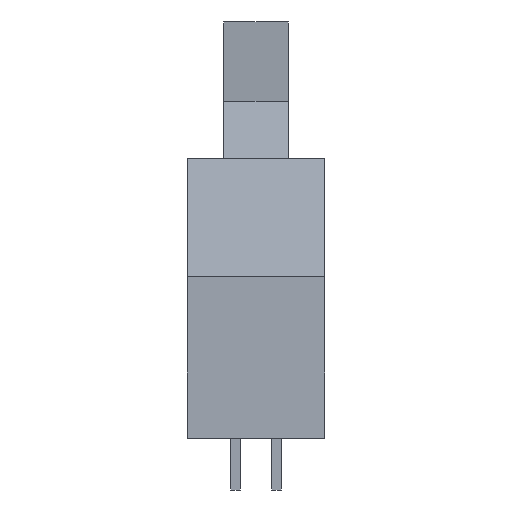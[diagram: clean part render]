
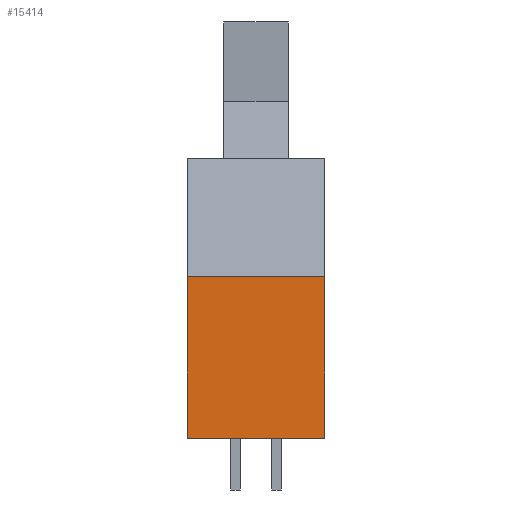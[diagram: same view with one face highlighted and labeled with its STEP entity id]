
A CAD part, left-side view. The second image highlights one B-rep face of the part: STEP entity #15414.
In plain terms, the highlighted planar face has unit normal (-1, 0, 0).
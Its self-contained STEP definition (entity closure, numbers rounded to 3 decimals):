
#14929=CARTESIAN_POINT('',(-35.203,4.25,0.));
#14930=VERTEX_POINT('',#14929);
#14937=CARTESIAN_POINT('',(-35.203,4.25,10.));
#14938=VERTEX_POINT('',#14937);
#14939=CARTESIAN_POINT('',(-35.203,4.25,5.));
#14940=DIRECTION('',(0.0,0.0,-1.0));
#14941=VECTOR('',#14940,1.0);
#14942=LINE('',#14939,#14941);
#14943=EDGE_CURVE('n� 508',#14938,#14930,#14942,.T.);
#15367=CARTESIAN_POINT('',(-35.203,-4.25,10.));
#15368=VERTEX_POINT('',#15367);
#15377=CARTESIAN_POINT('',(-35.203,-0.0,10.));
#15378=DIRECTION('',(0.0,1.0,0.0));
#15379=VECTOR('',#15378,1.0);
#15380=LINE('',#15377,#15379);
#15381=EDGE_CURVE('n� 505',#15368,#14938,#15380,.T.);
#15391=CARTESIAN_POINT('',(-35.203,-4.25,0.));
#15392=VERTEX_POINT('',#15391);
#15393=CARTESIAN_POINT('',(-35.203,-4.25,8.65));
#15394=DIRECTION('',(0.0,0.0,-1.0));
#15395=VECTOR('',#15394,1.0);
#15396=LINE('',#15393,#15395);
#15397=EDGE_CURVE('n� 78',#15368,#15392,#15396,.T.);
#15398=ORIENTED_EDGE('',*,*,#15397,.F.);
#15399=ORIENTED_EDGE('',*,*,#15381,.T.);
#15400=ORIENTED_EDGE('',*,*,#14943,.T.);
#15401=CARTESIAN_POINT('',(-35.203,-0.0,0.));
#15402=DIRECTION('',(0.0,1.0,0.0));
#15403=VECTOR('',#15402,1.0);
#15404=LINE('',#15401,#15403);
#15405=EDGE_CURVE('n� 367',#15392,#14930,#15404,.T.);
#15406=ORIENTED_EDGE('',*,*,#15405,.F.);
#15407=EDGE_LOOP('',(#15398,#15399,#15400,#15406));
#15408=FACE_OUTER_BOUND('',#15407,.T.);
#15409=CARTESIAN_POINT('',(-35.203,4.25,10.));
#15410=DIRECTION('',(-1.0,-0.0,0.0));
#15411=DIRECTION('',(0.0,0.0,-1.0));
#15412=AXIS2_PLACEMENT_3D('',#15409,#15410,#15411);
#15413=PLANE('',#15412);
#15414=ADVANCED_FACE('n� 502',(#15408),#15413,.T.);
